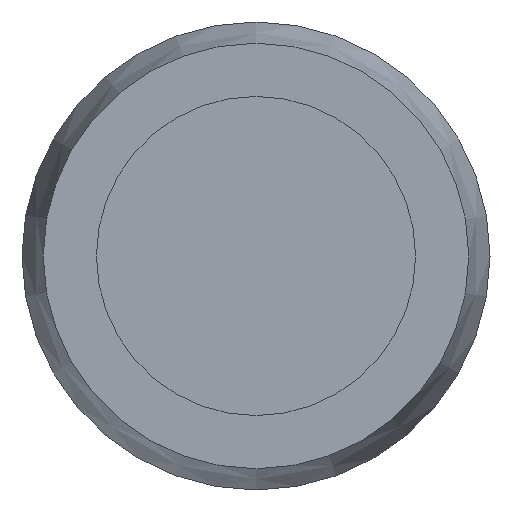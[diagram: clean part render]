
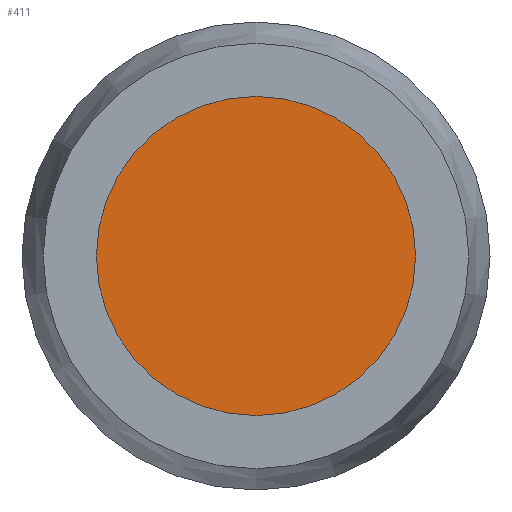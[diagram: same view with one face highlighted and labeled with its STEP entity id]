
A CAD part, left-side view. The second image highlights one B-rep face of the part: STEP entity #411.
In plain terms, the highlighted planar face has unit normal (-1, 0, 0).
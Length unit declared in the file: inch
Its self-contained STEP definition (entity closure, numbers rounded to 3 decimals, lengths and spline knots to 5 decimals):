
#41 = DIRECTION ( 'NONE',  ( 0., 0., -1. ) ) ;
#57 = CIRCLE ( 'NONE', #86, 0.0105 ) ;
#64 = ORIENTED_EDGE ( 'NONE', *, *, #344, .F. ) ;
#86 = AXIS2_PLACEMENT_3D ( 'NONE', #252, #373, #41 ) ;
#95 = EDGE_LOOP ( 'NONE', ( #64 ) ) ;
#209 = VERTEX_POINT ( 'NONE', #424 ) ;
#227 = PLANE ( 'NONE',  #332 ) ;
#252 = CARTESIAN_POINT ( 'NONE',  ( -0.272, 0., 0. ) ) ;
#263 = DIRECTION ( 'NONE',  ( -1., 0., 0. ) ) ;
#272 = FACE_OUTER_BOUND ( 'NONE', #95, .T. ) ;
#332 = AXIS2_PLACEMENT_3D ( 'NONE', #416, #263, #356 ) ;
#344 = EDGE_CURVE ( 'NONE', #209, #209, #57, .T. ) ;
#356 = DIRECTION ( 'NONE',  ( 0., 0., 1. ) ) ;
#373 = DIRECTION ( 'NONE',  ( 1., 0., 0. ) ) ;
#411 = ADVANCED_FACE ( 'NONE', ( #272 ), #227, .T. ) ;
#416 = CARTESIAN_POINT ( 'NONE',  ( -0.272, 0., 0. ) ) ;
#424 = CARTESIAN_POINT ( 'NONE',  ( -0.272, 0., -0.0105 ) ) ;
